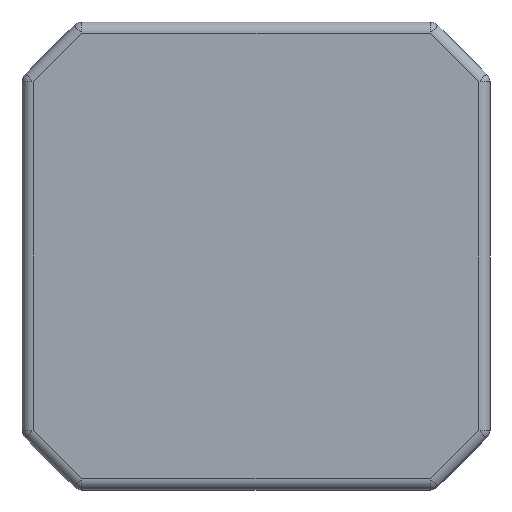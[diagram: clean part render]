
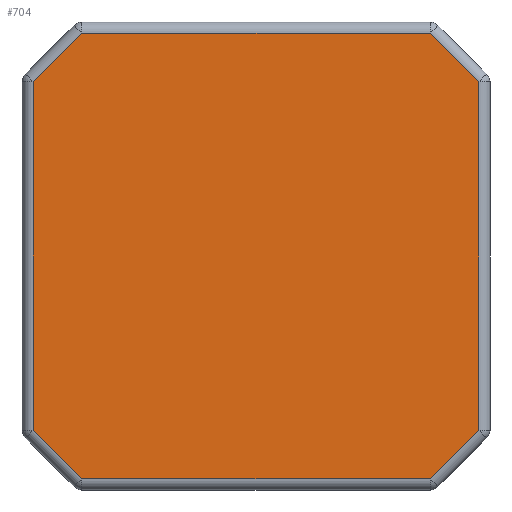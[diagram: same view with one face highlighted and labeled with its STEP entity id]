
A CAD part, left-side view. The second image highlights one B-rep face of the part: STEP entity #704.
In plain terms, the highlighted planar face has unit normal (-1, 0, 0).
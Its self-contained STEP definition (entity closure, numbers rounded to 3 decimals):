
#5 = PLANE ( 'NONE',  #394 ) ;
#22 = VECTOR ( 'NONE', #1451, 1000. ) ;
#49 = CARTESIAN_POINT ( 'NONE',  ( -19., -20.15, 15.736 ) ) ;
#111 = ORIENTED_EDGE ( 'NONE', *, *, #1202, .T. ) ;
#159 = EDGE_CURVE ( 'NONE', #1521, #362, #2842, .T. ) ;
#205 = ORIENTED_EDGE ( 'NONE', *, *, #1544, .T. ) ;
#216 = LINE ( 'NONE', #2603, #1635 ) ;
#251 = DIRECTION ( 'NONE',  ( 0., 0., -1. ) ) ;
#256 = EDGE_CURVE ( 'NONE', #1578, #1117, #951, .T. ) ;
#260 = VERTEX_POINT ( 'NONE', #894 ) ;
#278 = LINE ( 'NONE', #292, #2184 ) ;
#292 = CARTESIAN_POINT ( 'NONE',  ( -19., 20.15, -15.736 ) ) ;
#308 = DIRECTION ( 'NONE',  ( 0., 1., 0. ) ) ;
#362 = VERTEX_POINT ( 'NONE', #2756 ) ;
#390 = CARTESIAN_POINT ( 'NONE',  ( -19., -15.736, 20.15 ) ) ;
#394 = AXIS2_PLACEMENT_3D ( 'NONE', #1339, #2013, #461 ) ;
#422 = CARTESIAN_POINT ( 'NONE',  ( -19., -15.736, -20.15 ) ) ;
#461 = DIRECTION ( 'NONE',  ( 0., 0., 1. ) ) ;
#507 = DIRECTION ( 'NONE',  ( 0., 0.707, 0.707 ) ) ;
#560 = CARTESIAN_POINT ( 'NONE',  ( -19., -20.15, 15.736 ) ) ;
#623 = VERTEX_POINT ( 'NONE', #656 ) ;
#656 = CARTESIAN_POINT ( 'NONE',  ( -19., 20.15, -15.736 ) ) ;
#704 = ADVANCED_FACE ( 'NONE', ( #2463 ), #5, .T. ) ;
#732 = CARTESIAN_POINT ( 'NONE',  ( -19., -17.943, 17.943 ) ) ;
#775 = EDGE_CURVE ( 'NONE', #362, #1578, #2564, .T. ) ;
#813 = CARTESIAN_POINT ( 'NONE',  ( -19., 17.943, 17.943 ) ) ;
#823 = EDGE_CURVE ( 'NONE', #1117, #2532, #2303, .T. ) ;
#864 = DIRECTION ( 'NONE',  ( 0., -0.707, -0.707 ) ) ;
#878 = LINE ( 'NONE', #813, #1149 ) ;
#894 = CARTESIAN_POINT ( 'NONE',  ( -19., 15.736, -20.15 ) ) ;
#951 = LINE ( 'NONE', #732, #1248 ) ;
#1028 = ORIENTED_EDGE ( 'NONE', *, *, #256, .T. ) ;
#1117 = VERTEX_POINT ( 'NONE', #390 ) ;
#1148 = ORIENTED_EDGE ( 'NONE', *, *, #2103, .T. ) ;
#1149 = VECTOR ( 'NONE', #1770, 1000. ) ;
#1202 = EDGE_CURVE ( 'NONE', #1782, #623, #278, .T. ) ;
#1248 = VECTOR ( 'NONE', #507, 1000. ) ;
#1285 = EDGE_LOOP ( 'NONE', ( #1411, #2709, #111, #205, #1148, #2268, #1931, #1028 ) ) ;
#1325 = VECTOR ( 'NONE', #1525, 1000. ) ;
#1339 = CARTESIAN_POINT ( 'NONE',  ( -19., 0., 0. ) ) ;
#1396 = VECTOR ( 'NONE', #308, 1000. ) ;
#1411 = ORIENTED_EDGE ( 'NONE', *, *, #823, .T. ) ;
#1451 = DIRECTION ( 'NONE',  ( 0., 0., 1. ) ) ;
#1521 = VERTEX_POINT ( 'NONE', #2442 ) ;
#1525 = DIRECTION ( 'NONE',  ( 0., -1., 0. ) ) ;
#1544 = EDGE_CURVE ( 'NONE', #623, #260, #216, .T. ) ;
#1578 = VERTEX_POINT ( 'NONE', #49 ) ;
#1635 = VECTOR ( 'NONE', #864, 1000. ) ;
#1683 = CARTESIAN_POINT ( 'NONE',  ( -19., 15.736, 20.15 ) ) ;
#1770 = DIRECTION ( 'NONE',  ( 0., 0.707, -0.707 ) ) ;
#1780 = LINE ( 'NONE', #422, #1325 ) ;
#1782 = VERTEX_POINT ( 'NONE', #2345 ) ;
#1860 = EDGE_CURVE ( 'NONE', #2532, #1782, #878, .T. ) ;
#1931 = ORIENTED_EDGE ( 'NONE', *, *, #775, .T. ) ;
#2013 = DIRECTION ( 'NONE',  ( -1., 0., 0. ) ) ;
#2103 = EDGE_CURVE ( 'NONE', #260, #1521, #1780, .T. ) ;
#2184 = VECTOR ( 'NONE', #251, 1000. ) ;
#2268 = ORIENTED_EDGE ( 'NONE', *, *, #159, .T. ) ;
#2303 = LINE ( 'NONE', #2527, #1396 ) ;
#2345 = CARTESIAN_POINT ( 'NONE',  ( -19., 20.15, 15.736 ) ) ;
#2438 = CARTESIAN_POINT ( 'NONE',  ( -19., -17.943, -17.943 ) ) ;
#2442 = CARTESIAN_POINT ( 'NONE',  ( -19., -15.736, -20.15 ) ) ;
#2463 = FACE_OUTER_BOUND ( 'NONE', #1285, .T. ) ;
#2498 = VECTOR ( 'NONE', #2630, 1000. ) ;
#2527 = CARTESIAN_POINT ( 'NONE',  ( -19., 15.736, 20.15 ) ) ;
#2532 = VERTEX_POINT ( 'NONE', #1683 ) ;
#2564 = LINE ( 'NONE', #560, #22 ) ;
#2603 = CARTESIAN_POINT ( 'NONE',  ( -19., 17.943, -17.943 ) ) ;
#2630 = DIRECTION ( 'NONE',  ( 0., -0.707, 0.707 ) ) ;
#2709 = ORIENTED_EDGE ( 'NONE', *, *, #1860, .T. ) ;
#2756 = CARTESIAN_POINT ( 'NONE',  ( -19., -20.15, -15.736 ) ) ;
#2842 = LINE ( 'NONE', #2438, #2498 ) ;
